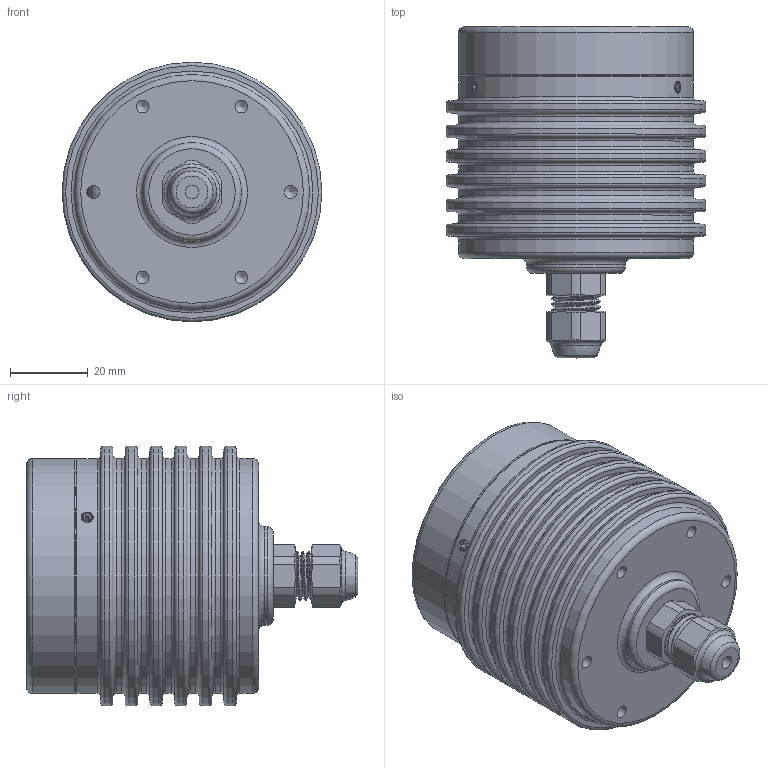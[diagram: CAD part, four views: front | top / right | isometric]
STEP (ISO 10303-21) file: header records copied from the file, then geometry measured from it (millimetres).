
FILE_DESCRIPTION(/* description */ (''),/* implementation_level */ '2;1');
FILE_NAME(/* name */ 'AR113_DFMini_Air.stp',/* time_stamp */ '2022-10-05T12:52:23-04:00',/* author */ ('lfrey'),/* organization */ (''),/* preprocessor_version */ 'ST-DEVELOPER v19',/* originating_system */ 'Autodesk Inventor 2023',/* authorisation */ '');
FILE_SCHEMA (('AUTOMOTIVE_DESIGN { 1 0 10303 214 3 1 1 }'));
Length unit declared in the file: inch
Products named in the file (1): DFMini_Air
Bounding box: 66.8 x 85.37 x 66.8 mm (x, y, z)
Volume: 115225.9 mm3; surface area: 46097.6 mm2
Topology: 1 solids, 2 shells, 456 faces, 1158 edges, 744 vertices
Faces by surface type: plane 173, cone 118, cylinder 88, torus 63, bspline 14
Full cylindrical faces by diameter (mm): 1.778 x4, 2.845 x9, 2.946 x6, 3.302 x6, 3.505 x1, 4.953 x6, 7.62 x1, 10.414 x6, 10.802 x3, 12.751 x2, 25.4 x1, 38.608 x1, 41.275 x1, 41.91 x1, 46.228 x1, 49.682 x1, 52.324 x3, 52.476 x1, 57.15 x1, 57.353 x1, 60.452 x8, 66.802 x6
Entity records: 22110 total; most frequent: CARTESIAN_POINT 11133, ORIENTED_EDGE 2278, DIRECTION 2104, EDGE_CURVE 1139, AXIS2_PLACEMENT_3D 877, VERTEX_POINT 744, EDGE_LOOP 521, STYLED_ITEM 457
